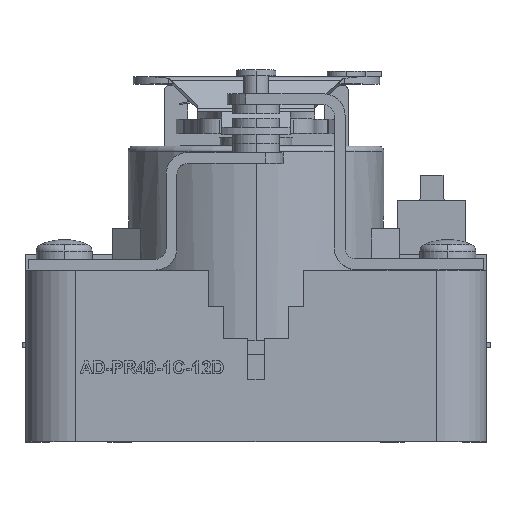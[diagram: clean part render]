
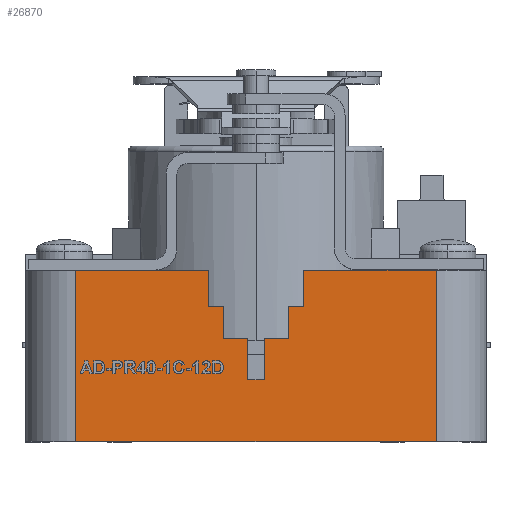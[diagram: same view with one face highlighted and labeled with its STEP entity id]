
A CAD part, top view. The second image highlights one B-rep face of the part: STEP entity #26870.
In plain terms, the highlighted planar face has unit normal (0, 0, 1).
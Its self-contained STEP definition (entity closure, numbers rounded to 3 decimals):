
#219 = VECTOR ( 'NONE', #27179, 1000. ) ;
#228 = EDGE_CURVE ( 'NONE', #9422, #4911, #25913, .T. ) ;
#1309 = CARTESIAN_POINT ( 'NONE',  ( -6.625, 18.75, 32. ) ) ;
#1377 = CARTESIAN_POINT ( 'NONE',  ( 6.625, 18.75, 32. ) ) ;
#1560 = DIRECTION ( 'NONE',  ( 0., 1., 0. ) ) ;
#1622 = EDGE_CURVE ( 'NONE', #7384, #27757, #13056, .T. ) ;
#1725 = DIRECTION ( 'NONE',  ( 0., -1., 0. ) ) ;
#1762 = EDGE_CURVE ( 'NONE', #25604, #7384, #23056, .T. ) ;
#2230 = VECTOR ( 'NONE', #12495, 1000. ) ;
#2940 = EDGE_CURVE ( 'NONE', #15047, #29508, #6453, .T. ) ;
#3095 = ORIENTED_EDGE ( 'NONE', *, *, #1762, .T. ) ;
#3117 = CARTESIAN_POINT ( 'NONE',  ( -4.5, 14.25, 32. ) ) ;
#3166 = LINE ( 'NONE', #9368, #9354 ) ;
#3198 = CARTESIAN_POINT ( 'NONE',  ( -6.625, 23.75, 32. ) ) ;
#3267 = LINE ( 'NONE', #6219, #9449 ) ;
#3480 = VERTEX_POINT ( 'NONE', #1309 ) ;
#3608 = CARTESIAN_POINT ( 'NONE',  ( 25., 23.75, 32. ) ) ;
#3893 = LINE ( 'NONE', #9698, #15452 ) ;
#4027 = VECTOR ( 'NONE', #16441, 1000. ) ;
#4435 = DIRECTION ( 'NONE',  ( -1., 0., 0. ) ) ;
#4911 = VERTEX_POINT ( 'NONE', #12430 ) ;
#5033 = CARTESIAN_POINT ( 'NONE',  ( 25., 0., 32. ) ) ;
#5092 = CARTESIAN_POINT ( 'NONE',  ( 25., 23.75, 32. ) ) ;
#5374 = ORIENTED_EDGE ( 'NONE', *, *, #22088, .F. ) ;
#5516 = CARTESIAN_POINT ( 'NONE',  ( -4.5, 18.75, 32. ) ) ;
#5877 = VERTEX_POINT ( 'NONE', #16120 ) ;
#6219 = CARTESIAN_POINT ( 'NONE',  ( -1.125, 8.5, 32. ) ) ;
#6309 = ORIENTED_EDGE ( 'NONE', *, *, #16407, .T. ) ;
#6386 = ORIENTED_EDGE ( 'NONE', *, *, #29012, .T. ) ;
#6453 = LINE ( 'NONE', #5033, #23982 ) ;
#7002 = VECTOR ( 'NONE', #7428, 1000. ) ;
#7004 = VERTEX_POINT ( 'NONE', #24172 ) ;
#7384 = VERTEX_POINT ( 'NONE', #19169 ) ;
#7428 = DIRECTION ( 'NONE',  ( 1., 0., 0. ) ) ;
#7554 = LINE ( 'NONE', #15541, #19736 ) ;
#8109 = LINE ( 'NONE', #9470, #13527 ) ;
#8142 = VERTEX_POINT ( 'NONE', #19657 ) ;
#8242 = EDGE_CURVE ( 'NONE', #18533, #25604, #3267, .T. ) ;
#8609 = PLANE ( 'NONE',  #17654 ) ;
#8793 = ORIENTED_EDGE ( 'NONE', *, *, #26177, .F. ) ;
#8887 = VERTEX_POINT ( 'NONE', #13439 ) ;
#9083 = ORIENTED_EDGE ( 'NONE', *, *, #25594, .T. ) ;
#9354 = VECTOR ( 'NONE', #23057, 1000. ) ;
#9368 = CARTESIAN_POINT ( 'NONE',  ( 6.625, 18.75, 32. ) ) ;
#9422 = VERTEX_POINT ( 'NONE', #1377 ) ;
#9449 = VECTOR ( 'NONE', #1560, 1000. ) ;
#9470 = CARTESIAN_POINT ( 'NONE',  ( 1.125, 8.5, 32. ) ) ;
#9692 = EDGE_CURVE ( 'NONE', #9422, #20458, #3166, .T. ) ;
#9698 = CARTESIAN_POINT ( 'NONE',  ( -6.625, 18.75, 32. ) ) ;
#9791 = ORIENTED_EDGE ( 'NONE', *, *, #29596, .F. ) ;
#9821 = CARTESIAN_POINT ( 'NONE',  ( -25., 0., 32. ) ) ;
#10061 = CARTESIAN_POINT ( 'NONE',  ( 4.5, 18.75, 32. ) ) ;
#10246 = CARTESIAN_POINT ( 'NONE',  ( 6.625, 18.75, 32. ) ) ;
#10654 = VECTOR ( 'NONE', #16737, 1000. ) ;
#10879 = ORIENTED_EDGE ( 'NONE', *, *, #28662, .T. ) ;
#11067 = CARTESIAN_POINT ( 'NONE',  ( -1.125, 8.5, 32. ) ) ;
#11562 = CARTESIAN_POINT ( 'NONE',  ( 25., 0., 32. ) ) ;
#11683 = EDGE_CURVE ( 'NONE', #4911, #5877, #13133, .T. ) ;
#11779 = DIRECTION ( 'NONE',  ( 0., 1., 0. ) ) ;
#11904 = EDGE_LOOP ( 'NONE', ( #10879, #13412, #22093, #13115, #5374, #12451, #16113, #19607, #9791, #6309, #8793, #6386, #23687, #3095, #21009, #9083 ) ) ;
#12038 = VERTEX_POINT ( 'NONE', #26494 ) ;
#12430 = CARTESIAN_POINT ( 'NONE',  ( 6.625, 23.75, 32. ) ) ;
#12451 = ORIENTED_EDGE ( 'NONE', *, *, #11683, .F. ) ;
#12495 = DIRECTION ( 'NONE',  ( 0., 1., 0. ) ) ;
#12980 = DIRECTION ( 'NONE',  ( 0., -1., 0. ) ) ;
#13056 = LINE ( 'NONE', #3117, #16238 ) ;
#13115 = ORIENTED_EDGE ( 'NONE', *, *, #2940, .T. ) ;
#13133 = LINE ( 'NONE', #5092, #7002 ) ;
#13253 = DIRECTION ( 'NONE',  ( -1., 0., 0. ) ) ;
#13412 = ORIENTED_EDGE ( 'NONE', *, *, #23958, .F. ) ;
#13439 = CARTESIAN_POINT ( 'NONE',  ( 1.125, 8.5, 32. ) ) ;
#13527 = VECTOR ( 'NONE', #11779, 1000. ) ;
#14061 = CARTESIAN_POINT ( 'NONE',  ( 4.5, 14.25, 32. ) ) ;
#14326 = DIRECTION ( 'NONE',  ( 0., 1., 0. ) ) ;
#15047 = VERTEX_POINT ( 'NONE', #9821 ) ;
#15136 = CARTESIAN_POINT ( 'NONE',  ( 4.5, 14.25, 32. ) ) ;
#15452 = VECTOR ( 'NONE', #14326, 1000. ) ;
#15541 = CARTESIAN_POINT ( 'NONE',  ( -25., 12., 32. ) ) ;
#15716 = CARTESIAN_POINT ( 'NONE',  ( 1.125, 8.5, 32. ) ) ;
#16113 = ORIENTED_EDGE ( 'NONE', *, *, #228, .F. ) ;
#16120 = CARTESIAN_POINT ( 'NONE',  ( 25., 23.75, 32. ) ) ;
#16238 = VECTOR ( 'NONE', #16904, 1000. ) ;
#16407 = EDGE_CURVE ( 'NONE', #8142, #7004, #27691, .T. ) ;
#16441 = DIRECTION ( 'NONE',  ( -1., 0., 0. ) ) ;
#16737 = DIRECTION ( 'NONE',  ( 0., 1., 0. ) ) ;
#16904 = DIRECTION ( 'NONE',  ( 0., 1., 0. ) ) ;
#17411 = DIRECTION ( 'NONE',  ( -1., 0., 0. ) ) ;
#17654 = AXIS2_PLACEMENT_3D ( 'NONE', #26718, #20038, #13253 ) ;
#17868 = EDGE_CURVE ( 'NONE', #12038, #15047, #7554, .T. ) ;
#18533 = VERTEX_POINT ( 'NONE', #11067 ) ;
#18632 = LINE ( 'NONE', #15716, #219 ) ;
#18811 = DIRECTION ( 'NONE',  ( 1., 0., 0. ) ) ;
#19169 = CARTESIAN_POINT ( 'NONE',  ( -4.5, 14.25, 32. ) ) ;
#19393 = LINE ( 'NONE', #3608, #24748 ) ;
#19542 = LINE ( 'NONE', #20492, #25616 ) ;
#19607 = ORIENTED_EDGE ( 'NONE', *, *, #9692, .T. ) ;
#19657 = CARTESIAN_POINT ( 'NONE',  ( 4.5, 14.25, 32. ) ) ;
#19696 = DIRECTION ( 'NONE',  ( 1., 0., 0. ) ) ;
#19736 = VECTOR ( 'NONE', #1725, 1000. ) ;
#20038 = DIRECTION ( 'NONE',  ( 0., 0., -1. ) ) ;
#20145 = VECTOR ( 'NONE', #12980, 1000. ) ;
#20458 = VERTEX_POINT ( 'NONE', #10061 ) ;
#20492 = CARTESIAN_POINT ( 'NONE',  ( 6.625, 18.75, 32. ) ) ;
#20870 = LINE ( 'NONE', #28905, #20145 ) ;
#21009 = ORIENTED_EDGE ( 'NONE', *, *, #1622, .T. ) ;
#22088 = EDGE_CURVE ( 'NONE', #5877, #29508, #20870, .T. ) ;
#22093 = ORIENTED_EDGE ( 'NONE', *, *, #17868, .T. ) ;
#23056 = LINE ( 'NONE', #15136, #29105 ) ;
#23057 = DIRECTION ( 'NONE',  ( -1., 0., 0. ) ) ;
#23687 = ORIENTED_EDGE ( 'NONE', *, *, #8242, .T. ) ;
#23802 = VERTEX_POINT ( 'NONE', #3198 ) ;
#23958 = EDGE_CURVE ( 'NONE', #12038, #23802, #19393, .T. ) ;
#23982 = VECTOR ( 'NONE', #18811, 1000. ) ;
#24172 = CARTESIAN_POINT ( 'NONE',  ( 1.125, 14.25, 32. ) ) ;
#24189 = FACE_OUTER_BOUND ( 'NONE', #11904, .T. ) ;
#24748 = VECTOR ( 'NONE', #19696, 1000. ) ;
#25067 = CARTESIAN_POINT ( 'NONE',  ( -1.125, 14.25, 32. ) ) ;
#25594 = EDGE_CURVE ( 'NONE', #27757, #3480, #19542, .T. ) ;
#25604 = VERTEX_POINT ( 'NONE', #25067 ) ;
#25616 = VECTOR ( 'NONE', #4435, 1000. ) ;
#25913 = LINE ( 'NONE', #10246, #2230 ) ;
#26177 = EDGE_CURVE ( 'NONE', #8887, #7004, #8109, .T. ) ;
#26494 = CARTESIAN_POINT ( 'NONE',  ( -25., 23.75, 32. ) ) ;
#26718 = CARTESIAN_POINT ( 'NONE',  ( 25., 12., 32. ) ) ;
#26870 = ADVANCED_FACE ( 'NONE', ( #24189 ), #8609, .F. ) ;
#27179 = DIRECTION ( 'NONE',  ( -1., 0., 0. ) ) ;
#27691 = LINE ( 'NONE', #14061, #4027 ) ;
#27757 = VERTEX_POINT ( 'NONE', #5516 ) ;
#28127 = CARTESIAN_POINT ( 'NONE',  ( 4.5, 14.25, 32. ) ) ;
#28662 = EDGE_CURVE ( 'NONE', #3480, #23802, #3893, .T. ) ;
#28868 = LINE ( 'NONE', #28127, #10654 ) ;
#28905 = CARTESIAN_POINT ( 'NONE',  ( 25., 12., 32. ) ) ;
#29012 = EDGE_CURVE ( 'NONE', #8887, #18533, #18632, .T. ) ;
#29105 = VECTOR ( 'NONE', #17411, 1000. ) ;
#29508 = VERTEX_POINT ( 'NONE', #11562 ) ;
#29596 = EDGE_CURVE ( 'NONE', #8142, #20458, #28868, .T. ) ;
